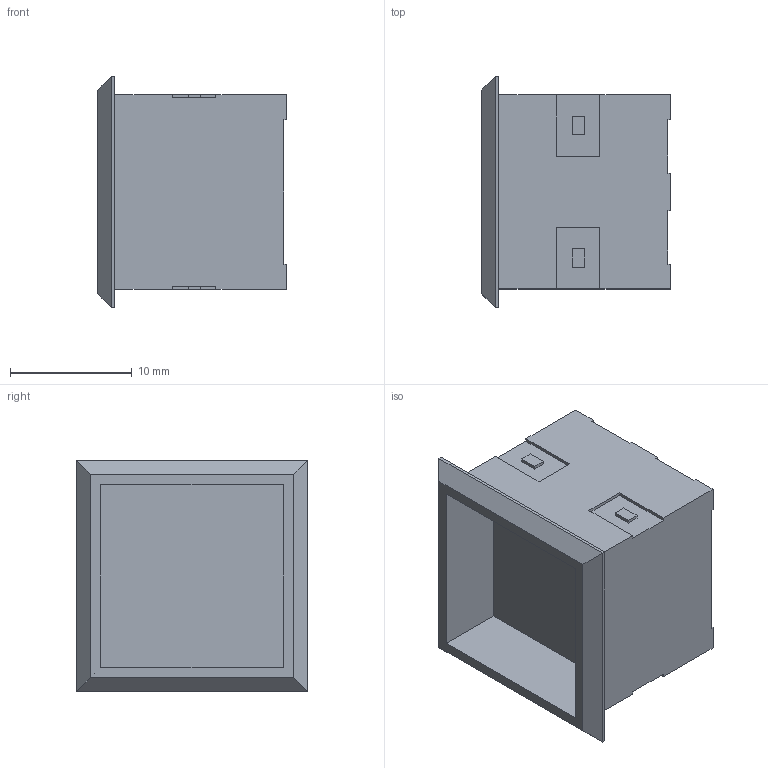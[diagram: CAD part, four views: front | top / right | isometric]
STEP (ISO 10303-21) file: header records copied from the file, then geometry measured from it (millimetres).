
FILE_DESCRIPTION(/* description */ (''),/* implementation_level */ '2;1');
FILE_NAME(/* name */ '_UB22KK016G-1JBbody.ipt.step',/* time_stamp */ '2015-01-02T19:22:55-08:00',/* author */ ('Philip'),/* organization */ (''),/* preprocessor_version */ 'ST-DEVELOPER v15.6',/* originating_system */ 'Autodesk Inventor 2015',/* authorisation */ '');
FILE_SCHEMA (('AUTOMOTIVE_DESIGN { 1 0 10303 214 3 1 1 }'));
Length unit declared in the file: inch
Products named in the file (1): _UB22KK016G-1JBbody
Bounding box: 15.49 x 19 x 19 mm (x, y, z)
Volume: 2622.6 mm3; surface area: 2049.9 mm2
Topology: 1 solids, 1 shells, 88 faces, 236 edges, 156 vertices
Faces by surface type: plane 88
Entity records: 2721 total; most frequent: CARTESIAN_POINT 481, ORIENTED_EDGE 472, DIRECTION 414, LINE 236, VECTOR 236, EDGE_CURVE 236, VERTEX_POINT 156, EDGE_LOOP 94
